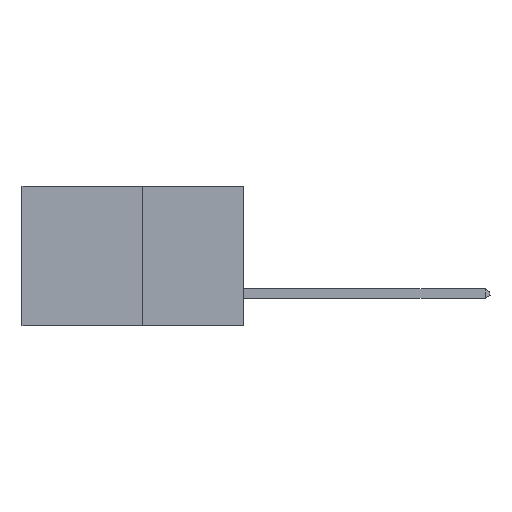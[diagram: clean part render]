
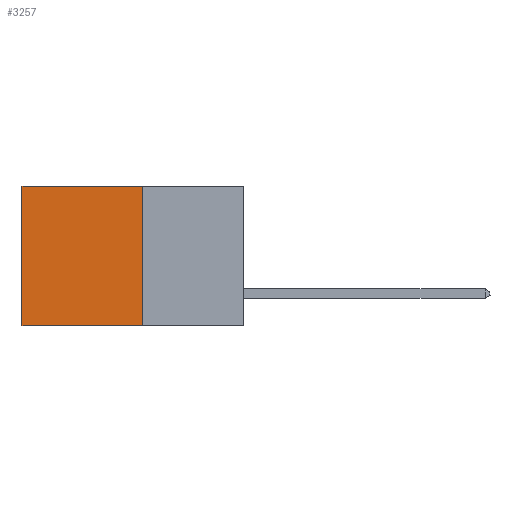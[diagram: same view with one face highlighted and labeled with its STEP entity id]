
A CAD part, left-side view. The second image highlights one B-rep face of the part: STEP entity #3257.
In plain terms, the highlighted planar face has unit normal (-1, 0, 0).
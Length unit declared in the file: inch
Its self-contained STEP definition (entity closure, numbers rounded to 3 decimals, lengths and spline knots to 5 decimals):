
#108 = LINE ( 'NONE', #3315, #6523 ) ;
#394 = ORIENTED_EDGE ( 'NONE', *, *, #6547, .F. ) ;
#1118 = LINE ( 'NONE', #14681, #4160 ) ;
#1835 = EDGE_LOOP ( 'NONE', ( #9602, #394, #9974, #3862 ) ) ;
#1956 = DIRECTION ( 'NONE',  ( 1., 0., 0. ) ) ;
#2138 = CARTESIAN_POINT ( 'NONE',  ( 0.277, 0.27, -0.37 ) ) ;
#2986 = DIRECTION ( 'NONE',  ( 0., 0., -1. ) ) ;
#3257 = ADVANCED_FACE ( 'NONE', ( #10799 ), #10706, .F. ) ;
#3315 = CARTESIAN_POINT ( 'NONE',  ( 0.277, 0.27, -0.37 ) ) ;
#3398 = VECTOR ( 'NONE', #10457, 39.37008 ) ;
#3862 = ORIENTED_EDGE ( 'NONE', *, *, #11843, .T. ) ;
#4054 = VERTEX_POINT ( 'NONE', #10477 ) ;
#4160 = VECTOR ( 'NONE', #8633, 39.37008 ) ;
#5011 = VERTEX_POINT ( 'NONE', #5766 ) ;
#5766 = CARTESIAN_POINT ( 'NONE',  ( 0.277, 0.59, -0.37 ) ) ;
#6316 = LINE ( 'NONE', #6823, #3398 ) ;
#6440 = EDGE_CURVE ( 'NONE', #4054, #10314, #11645, .T. ) ;
#6523 = VECTOR ( 'NONE', #12783, 39.37008 ) ;
#6547 = EDGE_CURVE ( 'NONE', #10314, #5011, #108, .T. ) ;
#6823 = CARTESIAN_POINT ( 'NONE',  ( 0.277, 0.27, 0. ) ) ;
#6959 = AXIS2_PLACEMENT_3D ( 'NONE', #10507, #1956, #14959 ) ;
#8633 = DIRECTION ( 'NONE',  ( 0., 0., -1. ) ) ;
#8753 = CARTESIAN_POINT ( 'NONE',  ( 0.277, 0.59, 0. ) ) ;
#9202 = VERTEX_POINT ( 'NONE', #8753 ) ;
#9602 = ORIENTED_EDGE ( 'NONE', *, *, #12233, .T. ) ;
#9735 = CARTESIAN_POINT ( 'NONE',  ( 0.277, 0.27, -0.37 ) ) ;
#9974 = ORIENTED_EDGE ( 'NONE', *, *, #6440, .F. ) ;
#10314 = VERTEX_POINT ( 'NONE', #2138 ) ;
#10457 = DIRECTION ( 'NONE',  ( 0., 1., 0. ) ) ;
#10477 = CARTESIAN_POINT ( 'NONE',  ( 0.277, 0.27, 0. ) ) ;
#10507 = CARTESIAN_POINT ( 'NONE',  ( 0.277, 0.27, -0.37 ) ) ;
#10706 = PLANE ( 'NONE',  #6959 ) ;
#10799 = FACE_OUTER_BOUND ( 'NONE', #1835, .T. ) ;
#11263 = VECTOR ( 'NONE', #2986, 39.37008 ) ;
#11645 = LINE ( 'NONE', #9735, #11263 ) ;
#11843 = EDGE_CURVE ( 'NONE', #4054, #9202, #6316, .T. ) ;
#12233 = EDGE_CURVE ( 'NONE', #9202, #5011, #1118, .T. ) ;
#12783 = DIRECTION ( 'NONE',  ( 0., 1., 0. ) ) ;
#14681 = CARTESIAN_POINT ( 'NONE',  ( 0.277, 0.59, -0.37 ) ) ;
#14959 = DIRECTION ( 'NONE',  ( 0., 0., -1. ) ) ;
